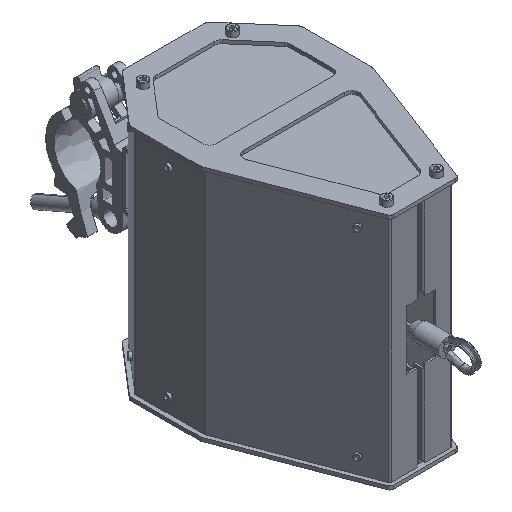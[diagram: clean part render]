
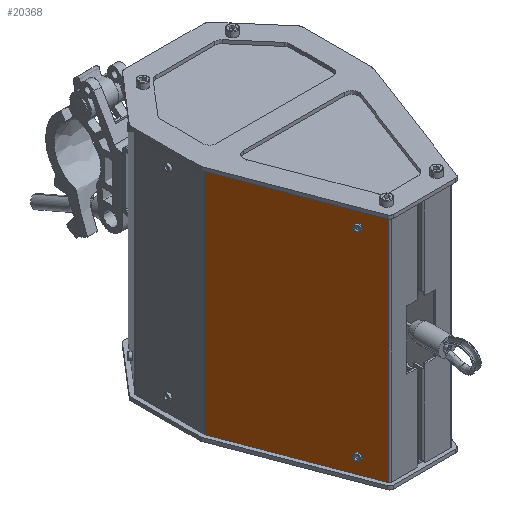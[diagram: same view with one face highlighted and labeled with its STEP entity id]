
A CAD part, isometric view. The second image highlights one B-rep face of the part: STEP entity #20368.
In plain terms, the highlighted planar face has unit normal (-0.935, -0.353, 0).
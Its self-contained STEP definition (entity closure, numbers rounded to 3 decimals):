
#14 = EDGE_CURVE ( 'NONE', #15157, #6875, #3106, .T. ) ;
#210 = CARTESIAN_POINT ( 'NONE',  ( 36.289, -198.716, 187.125 ) ) ;
#353 = CARTESIAN_POINT ( 'NONE',  ( 34.786, -194.741, 11.875 ) ) ;
#508 = DIRECTION ( 'NONE',  ( 0.935, 0.353, 0. ) ) ;
#555 = VECTOR ( 'NONE', #15057, 1000. ) ;
#1227 = CARTESIAN_POINT ( 'NONE',  ( 37.791, -202.692, 16.125 ) ) ;
#2017 = CARTESIAN_POINT ( 'NONE',  ( 37.791, -202.692, 182.875 ) ) ;
#2380 =( BOUNDED_CURVE ( )  B_SPLINE_CURVE ( 3, ( #6128, #353, #18153, #21872 ),
 .UNSPECIFIED., .F., .T. ) 
 B_SPLINE_CURVE_WITH_KNOTS ( ( 4, 4 ),
 ( 0., 3.142 ),
 .UNSPECIFIED. ) 
 CURVE ( )  GEOMETRIC_REPRESENTATION_ITEM ( )  RATIONAL_B_SPLINE_CURVE ( ( 1., 0.333, 0.333, 1. ) ) 
 REPRESENTATION_ITEM ( '' )  );
#2426 = FACE_OUTER_BOUND ( 'NONE', #9106, .T. ) ;
#2477 = LINE ( 'NONE', #21838, #10011 ) ;
#3106 = LINE ( 'NONE', #4205, #23318 ) ;
#3527 = DIRECTION ( 'NONE',  ( 0.353, -0.935, 0. ) ) ;
#3804 = ORIENTED_EDGE ( 'NONE', *, *, #24961, .T. ) ;
#4205 = CARTESIAN_POINT ( 'NONE',  ( 43.433, -217.623, 0. ) ) ;
#4240 = VERTEX_POINT ( 'NONE', #12811 ) ;
#4528 = DIRECTION ( 'NONE',  ( 0., 0., 1. ) ) ;
#4635 = CARTESIAN_POINT ( 'NONE',  ( 0.097, -102.938, 0. ) ) ;
#4739 = VERTEX_POINT ( 'NONE', #5500 ) ;
#5009 = EDGE_LOOP ( 'NONE', ( #10094, #10557 ) ) ;
#5500 = CARTESIAN_POINT ( 'NONE',  ( 36.289, -198.716, 182.875 ) ) ;
#5894 = ORIENTED_EDGE ( 'NONE', *, *, #24815, .T. ) ;
#6128 = CARTESIAN_POINT ( 'NONE',  ( 36.289, -198.716, 11.875 ) ) ;
#6359 = ORIENTED_EDGE ( 'NONE', *, *, #8288, .T. ) ;
#6875 = VERTEX_POINT ( 'NONE', #20140 ) ;
#7125 = VECTOR ( 'NONE', #21187, 1000. ) ;
#7427 = VERTEX_POINT ( 'NONE', #24491 ) ;
#7491 = LINE ( 'NONE', #13144, #555 ) ;
#7758 = FACE_BOUND ( 'NONE', #20609, .T. ) ;
#8288 = EDGE_CURVE ( 'NONE', #17563, #24250, #19019, .T. ) ;
#8446 = VERTEX_POINT ( 'NONE', #17481 ) ;
#8473 =( BOUNDED_CURVE ( )  B_SPLINE_CURVE ( 3, ( #9827, #17520, #23407, #210 ),
 .UNSPECIFIED., .F., .F. ) 
 B_SPLINE_CURVE_WITH_KNOTS ( ( 4, 4 ),
 ( 0., 3.142 ),
 .UNSPECIFIED. ) 
 CURVE ( )  GEOMETRIC_REPRESENTATION_ITEM ( )  RATIONAL_B_SPLINE_CURVE ( ( 1., 0.333, 0.333, 1. ) ) 
 REPRESENTATION_ITEM ( '' )  );
#9106 = EDGE_LOOP ( 'NONE', ( #10173, #16024, #3804, #6359 ) ) ;
#9420 = CARTESIAN_POINT ( 'NONE',  ( 0.097, -102.938, 199. ) ) ;
#9616 = CARTESIAN_POINT ( 'NONE',  ( 36.289, -198.716, 187.125 ) ) ;
#9827 = CARTESIAN_POINT ( 'NONE',  ( 36.289, -198.716, 182.875 ) ) ;
#10011 = VECTOR ( 'NONE', #4528, 1000. ) ;
#10094 = ORIENTED_EDGE ( 'NONE', *, *, #21090, .T. ) ;
#10173 = ORIENTED_EDGE ( 'NONE', *, *, #24299, .T. ) ;
#10243 = DIRECTION ( 'NONE',  ( 0.353, -0.935, 0. ) ) ;
#10557 = ORIENTED_EDGE ( 'NONE', *, *, #19582, .T. ) ;
#12811 = CARTESIAN_POINT ( 'NONE',  ( 36.289, -198.716, 187.125 ) ) ;
#13144 = CARTESIAN_POINT ( 'NONE',  ( 0.097, -102.938, 199. ) ) ;
#15057 = DIRECTION ( 'NONE',  ( 0., 0., -1. ) ) ;
#15157 = VERTEX_POINT ( 'NONE', #4635 ) ;
#16019 = ORIENTED_EDGE ( 'NONE', *, *, #18354, .T. ) ;
#16024 = ORIENTED_EDGE ( 'NONE', *, *, #14, .T. ) ;
#17157 =( BOUNDED_CURVE ( )  B_SPLINE_CURVE ( 3, ( #9616, #19576, #2017, #19461 ),
 .UNSPECIFIED., .F., .T. ) 
 B_SPLINE_CURVE_WITH_KNOTS ( ( 4, 4 ),
 ( 3.142, 6.283 ),
 .UNSPECIFIED. ) 
 CURVE ( )  GEOMETRIC_REPRESENTATION_ITEM ( )  RATIONAL_B_SPLINE_CURVE ( ( 1., 0.333, 0.333, 1. ) ) 
 REPRESENTATION_ITEM ( '' )  );
#17481 = CARTESIAN_POINT ( 'NONE',  ( 36.289, -198.716, 11.875 ) ) ;
#17520 = CARTESIAN_POINT ( 'NONE',  ( 34.786, -194.741, 182.875 ) ) ;
#17563 = VERTEX_POINT ( 'NONE', #21952 ) ;
#18072 = PLANE ( 'NONE',  #24173 ) ;
#18153 = CARTESIAN_POINT ( 'NONE',  ( 34.786, -194.741, 16.125 ) ) ;
#18354 = EDGE_CURVE ( 'NONE', #7427, #8446, #25171, .T. ) ;
#18788 = CARTESIAN_POINT ( 'NONE',  ( 36.289, -198.716, 16.125 ) ) ;
#19019 = LINE ( 'NONE', #24801, #7125 ) ;
#19461 = CARTESIAN_POINT ( 'NONE',  ( 36.289, -198.716, 182.875 ) ) ;
#19576 = CARTESIAN_POINT ( 'NONE',  ( 37.791, -202.692, 187.125 ) ) ;
#19582 = EDGE_CURVE ( 'NONE', #4240, #4739, #17157, .T. ) ;
#19990 = FACE_BOUND ( 'NONE', #5009, .T. ) ;
#20140 = CARTESIAN_POINT ( 'NONE',  ( 43.433, -217.623, 0. ) ) ;
#20368 = ADVANCED_FACE ( 'NONE', ( #19990, #7758, #2426 ), #18072, .F. ) ;
#20609 = EDGE_LOOP ( 'NONE', ( #5894, #16019 ) ) ;
#21076 = CARTESIAN_POINT ( 'NONE',  ( 0.097, -102.938, 0. ) ) ;
#21090 = EDGE_CURVE ( 'NONE', #4739, #4240, #8473, .T. ) ;
#21187 = DIRECTION ( 'NONE',  ( -0.353, 0.935, 0. ) ) ;
#21838 = CARTESIAN_POINT ( 'NONE',  ( 43.433, -217.623, 199. ) ) ;
#21872 = CARTESIAN_POINT ( 'NONE',  ( 36.289, -198.716, 16.125 ) ) ;
#21952 = CARTESIAN_POINT ( 'NONE',  ( 43.433, -217.623, 199. ) ) ;
#22371 = CARTESIAN_POINT ( 'NONE',  ( 36.289, -198.716, 11.875 ) ) ;
#22776 = CARTESIAN_POINT ( 'NONE',  ( 37.791, -202.692, 11.875 ) ) ;
#23318 = VECTOR ( 'NONE', #10243, 1000. ) ;
#23407 = CARTESIAN_POINT ( 'NONE',  ( 34.786, -194.741, 187.125 ) ) ;
#24173 = AXIS2_PLACEMENT_3D ( 'NONE', #21076, #508, #3527 ) ;
#24250 = VERTEX_POINT ( 'NONE', #9420 ) ;
#24299 = EDGE_CURVE ( 'NONE', #24250, #15157, #7491, .T. ) ;
#24491 = CARTESIAN_POINT ( 'NONE',  ( 36.289, -198.716, 16.125 ) ) ;
#24801 = CARTESIAN_POINT ( 'NONE',  ( 0.097, -102.938, 199. ) ) ;
#24815 = EDGE_CURVE ( 'NONE', #8446, #7427, #2380, .T. ) ;
#24961 = EDGE_CURVE ( 'NONE', #6875, #17563, #2477, .T. ) ;
#25171 =( BOUNDED_CURVE ( )  B_SPLINE_CURVE ( 3, ( #18788, #1227, #22776, #22371 ),
 .UNSPECIFIED., .F., .T. ) 
 B_SPLINE_CURVE_WITH_KNOTS ( ( 4, 4 ),
 ( 3.142, 6.283 ),
 .UNSPECIFIED. ) 
 CURVE ( )  GEOMETRIC_REPRESENTATION_ITEM ( )  RATIONAL_B_SPLINE_CURVE ( ( 1., 0.333, 0.333, 1. ) ) 
 REPRESENTATION_ITEM ( '' )  );
